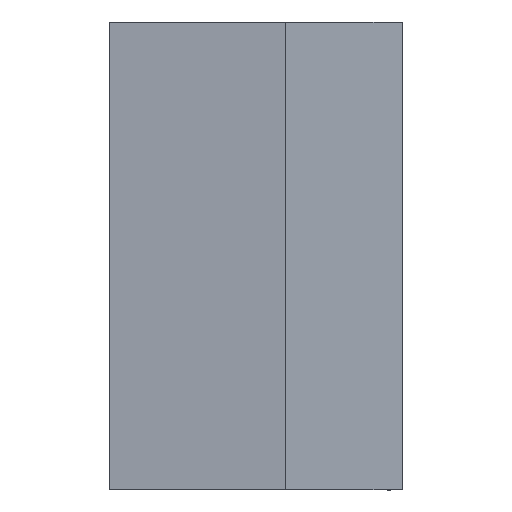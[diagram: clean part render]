
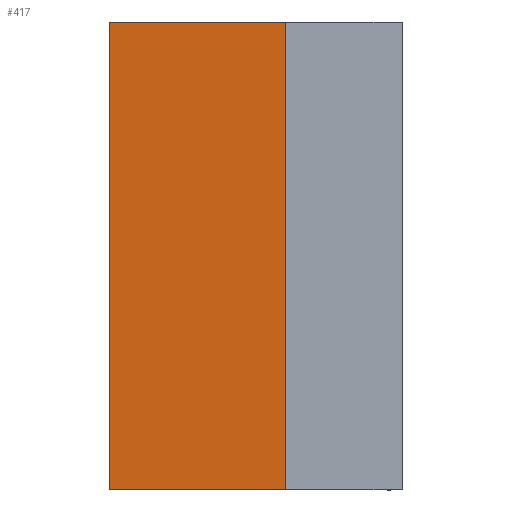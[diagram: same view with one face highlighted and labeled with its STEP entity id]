
A CAD part, left-side view. The second image highlights one B-rep face of the part: STEP entity #417.
In plain terms, the highlighted planar face has unit normal (-0.996, 0.087, 0).
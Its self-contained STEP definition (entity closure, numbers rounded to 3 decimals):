
#25 = DIRECTION ( 'NONE',  ( -0.087, -0.996, 0. ) ) ;
#40 = VECTOR ( 'NONE', #1043, 1000. ) ;
#68 = PLANE ( 'NONE',  #2011 ) ;
#201 = VERTEX_POINT ( 'NONE', #643 ) ;
#220 = EDGE_CURVE ( 'NONE', #418, #201, #2091, .T. ) ;
#417 = ADVANCED_FACE ( 'NONE', ( #879 ), #68, .F. ) ;
#418 = VERTEX_POINT ( 'NONE', #2052 ) ;
#509 = CARTESIAN_POINT ( 'NONE',  ( -0.5, 0.175, 0.4 ) ) ;
#581 = DIRECTION ( 'NONE',  ( 0., 0., -1. ) ) ;
#606 = ORIENTED_EDGE ( 'NONE', *, *, #220, .F. ) ;
#633 = VERTEX_POINT ( 'NONE', #2097 ) ;
#643 = CARTESIAN_POINT ( 'NONE',  ( -0.5, 0.175, -0.4 ) ) ;
#721 = DIRECTION ( 'NONE',  ( 0.087, 0.996, 0. ) ) ;
#772 = ORIENTED_EDGE ( 'NONE', *, *, #1853, .T. ) ;
#817 = CARTESIAN_POINT ( 'NONE',  ( -0.5, 0.175, 0.4 ) ) ;
#836 = CARTESIAN_POINT ( 'NONE',  ( -0.5, 0.175, -0.4 ) ) ;
#879 = FACE_OUTER_BOUND ( 'NONE', #1789, .T. ) ;
#903 = VECTOR ( 'NONE', #581, 1000. ) ;
#944 = ORIENTED_EDGE ( 'NONE', *, *, #1099, .F. ) ;
#1003 = LINE ( 'NONE', #836, #1482 ) ;
#1013 = CARTESIAN_POINT ( 'NONE',  ( -0.472, 0.5, 0.4 ) ) ;
#1043 = DIRECTION ( 'NONE',  ( -0.087, -0.996, 0. ) ) ;
#1099 = EDGE_CURVE ( 'NONE', #1260, #418, #1643, .T. ) ;
#1260 = VERTEX_POINT ( 'NONE', #1013 ) ;
#1262 = CARTESIAN_POINT ( 'NONE',  ( -0.472, 0.5, 0.4 ) ) ;
#1378 = DIRECTION ( 'NONE',  ( 0.996, -0.087, 0. ) ) ;
#1445 = DIRECTION ( 'NONE',  ( 0., 0., -1. ) ) ;
#1482 = VECTOR ( 'NONE', #25, 1000. ) ;
#1602 = ORIENTED_EDGE ( 'NONE', *, *, #1687, .T. ) ;
#1643 = LINE ( 'NONE', #817, #40 ) ;
#1678 = VECTOR ( 'NONE', #1445, 1000. ) ;
#1687 = EDGE_CURVE ( 'NONE', #1260, #633, #2073, .T. ) ;
#1789 = EDGE_LOOP ( 'NONE', ( #772, #606, #944, #1602 ) ) ;
#1853 = EDGE_CURVE ( 'NONE', #633, #201, #1003, .T. ) ;
#1924 = CARTESIAN_POINT ( 'NONE',  ( -0.5, 0.175, 0.4 ) ) ;
#2011 = AXIS2_PLACEMENT_3D ( 'NONE', #1924, #1378, #721 ) ;
#2052 = CARTESIAN_POINT ( 'NONE',  ( -0.5, 0.175, 0.4 ) ) ;
#2073 = LINE ( 'NONE', #1262, #903 ) ;
#2091 = LINE ( 'NONE', #509, #1678 ) ;
#2097 = CARTESIAN_POINT ( 'NONE',  ( -0.472, 0.5, -0.4 ) ) ;
